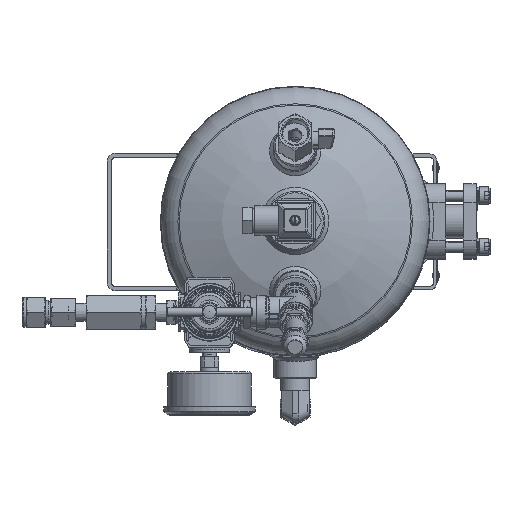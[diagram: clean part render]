
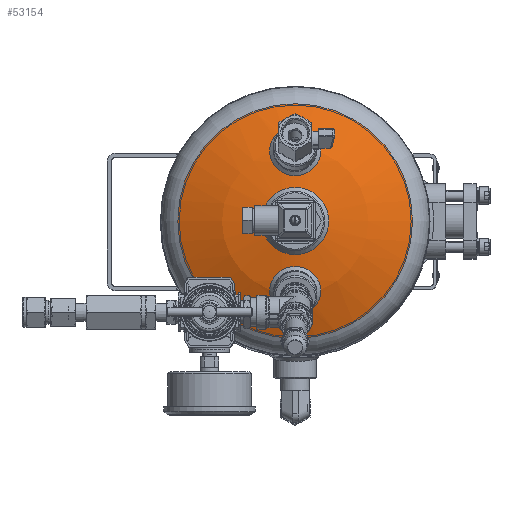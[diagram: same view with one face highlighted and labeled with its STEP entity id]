
A CAD part, top view. The second image highlights one B-rep face of the part: STEP entity #53154.
In plain terms, the highlighted spherical face has radius 202.3 mm.
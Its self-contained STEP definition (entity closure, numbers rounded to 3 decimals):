
#644=SPHERICAL_SURFACE('',#64047,202.3);
#12827=ORIENTED_EDGE('',*,*,#28543,.T.);
#12828=ORIENTED_EDGE('',*,*,#28547,.T.);
#12829=ORIENTED_EDGE('',*,*,#28548,.F.);
#12830=ORIENTED_EDGE('',*,*,#28549,.F.);
#28543=EDGE_CURVE('',#36464,#36464,#41949,.T.);
#28547=EDGE_CURVE('',#36468,#36468,#41953,.T.);
#28548=EDGE_CURVE('',#36469,#36469,#41954,.T.);
#28549=EDGE_CURVE('',#36470,#36470,#41955,.F.);
#36464=VERTEX_POINT('',#84246);
#36468=VERTEX_POINT('',#84256);
#36469=VERTEX_POINT('',#84258);
#36470=VERTEX_POINT('',#84260);
#41949=CIRCLE('',#64042,15.);
#41953=CIRCLE('',#64048,15.);
#41954=CIRCLE('',#64049,87.326);
#41955=CIRCLE('',#64050,20.);
#43957=EDGE_LOOP('',(#12827));
#43958=EDGE_LOOP('',(#12828));
#43959=EDGE_LOOP('',(#12829));
#43960=EDGE_LOOP('',(#12830));
#48174=FACE_BOUND('',#43957,.T.);
#48175=FACE_BOUND('',#43958,.T.);
#48176=FACE_BOUND('',#43959,.T.);
#48177=FACE_BOUND('',#43960,.T.);
#53154=ADVANCED_FACE('',(#48174,#48175,#48176,#48177),#644,.T.);
#64042=AXIS2_PLACEMENT_3D('',#84245,#69808,#69809);
#64047=AXIS2_PLACEMENT_3D('',#84254,#69818,#69819);
#64048=AXIS2_PLACEMENT_3D('',#84255,#69820,#69821);
#64049=AXIS2_PLACEMENT_3D('',#84257,#69822,#69823);
#64050=AXIS2_PLACEMENT_3D('',#84259,#69824,#69825);
#69808=DIRECTION('',(0.259,0.,-0.966));
#69809=DIRECTION('',(0.966,0.,0.259));
#69818=DIRECTION('',(0.,0.,-1.));
#69819=DIRECTION('',(1.,0.,0.));
#69820=DIRECTION('',(-0.259,0.,-0.966));
#69821=DIRECTION('',(-0.966,0.,0.259));
#69822=DIRECTION('',(0.,0.,-1.));
#69823=DIRECTION('',(-1.,0.,0.));
#69824=DIRECTION('',(0.,0.,-1.));
#69825=DIRECTION('',(-1.,0.,0.));
#84245=CARTESIAN_POINT('',(-52.215,0.,46.028));
#84246=CARTESIAN_POINT('',(-37.726,0.,49.911));
#84254=CARTESIAN_POINT('',(0.,0.,-148.841));
#84255=CARTESIAN_POINT('',(52.215,0.,46.028));
#84256=CARTESIAN_POINT('',(37.726,0.,49.911));
#84257=CARTESIAN_POINT('',(0.,0.,33.641));
#84258=CARTESIAN_POINT('',(-87.326,0.,33.641));
#84259=CARTESIAN_POINT('',(0.,0.,52.468));
#84260=CARTESIAN_POINT('',(-20.,0.,52.468));
